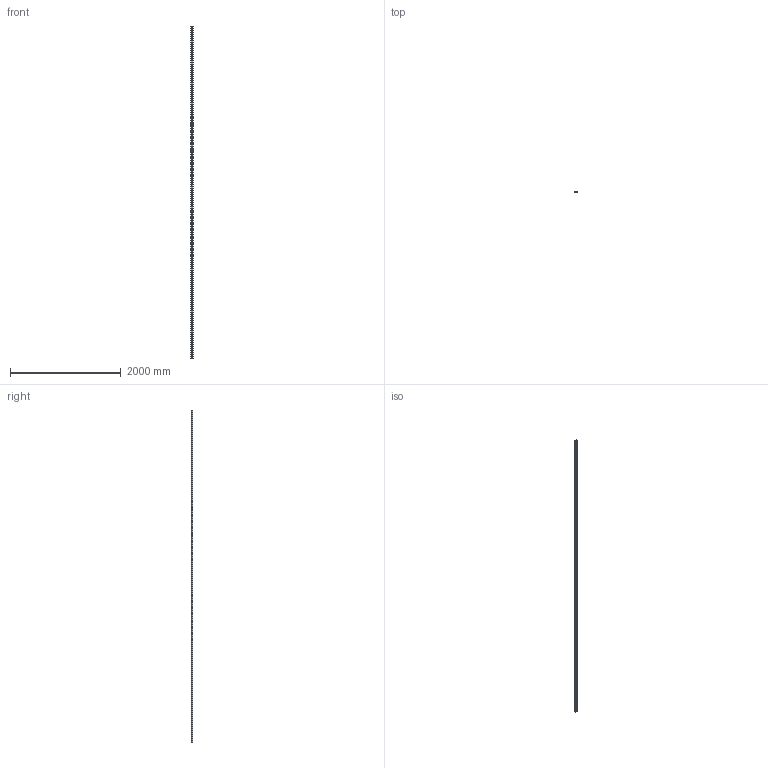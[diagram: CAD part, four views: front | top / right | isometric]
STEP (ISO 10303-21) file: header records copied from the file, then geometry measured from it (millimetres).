
FILE_DESCRIPTION((''),'2;1');
FILE_NAME('150932.stp','2013-01-21T13:35:04',('DMK009'),(''),'Autodesk Inventor 2012','Autodesk Inventor 2012','');
FILE_SCHEMA(('AUTOMOTIVE_DESIGN { 1 0 10303 214 1 1 1 1 }'));
Length unit declared in the file: millimetre
Products named in the file (1): 150932
Bounding box: 41 x 21 x 6000 mm (x, y, z)
Volume: 1107936.5 mm3; surface area: 1148565.5 mm2
Topology: 1 solids, 1 shells, 429 faces, 1233 edges, 806 vertices
Faces by surface type: cylinder 237, plane 192
Full cylindrical faces by diameter (mm): 17 x75
Entity records: 14844 total; most frequent: DIRECTION 2492, CARTESIAN_POINT 2394, ORIENTED_EDGE 2316, EDGE_CURVE 1158, AXIS2_PLACEMENT_3D 904, VERTEX_POINT 806, EDGE_LOOP 804, VECTOR 684
